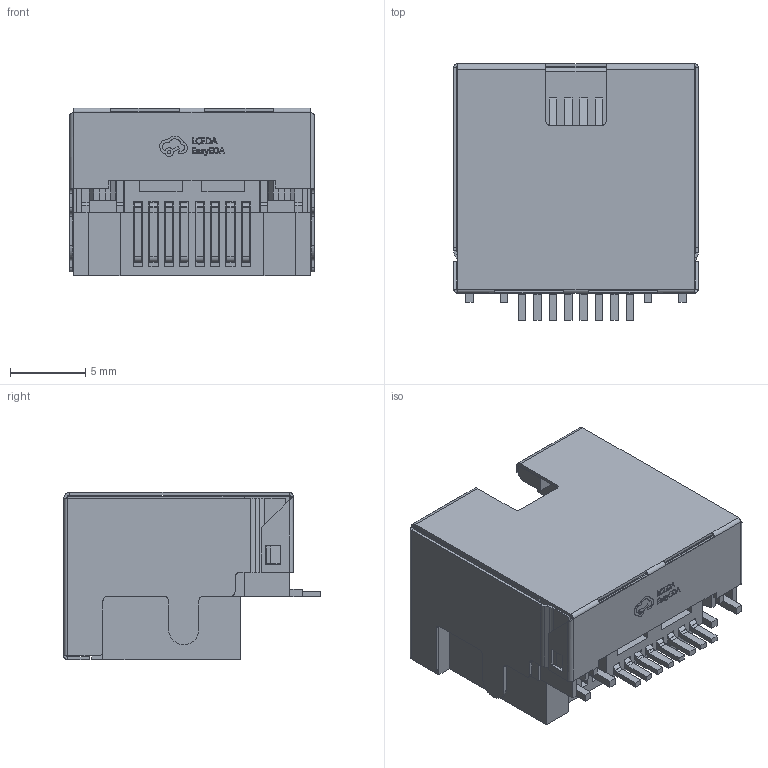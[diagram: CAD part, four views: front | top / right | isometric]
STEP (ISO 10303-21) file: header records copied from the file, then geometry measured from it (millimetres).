
FILE_DESCRIPTION((''),'2;1');
FILE_NAME('RJ45-TH_RC01812_ASM','2022-11-18T15:38:07',('win'),(''),'CREO PARAMETRIC BY PTC INC, 2020033','CREO PARAMETRIC BY PTC INC, 2020033','');
FILE_SCHEMA(('AUTOMOTIVE_DESIGN { 1 0 10303 214 1 1 1 1 }'));
Length unit declared in the file: millimetre
Products named in the file (3): PRT0003; PRT0002; RJ45-TH_RC01812_ASM
Assembly tree (2 placements, depth 2):
  RJ45-TH_RC01812_ASM
    PRT0003
    PRT0002
Bounding box: 16.2 x 17 x 11.1 mm (x, y, z)
Volume: 1168.7 mm3; surface area: 3357.5 mm2
Topology: 4 solids, 4 shells, 889 faces, 2354 edges, 1516 vertices
Faces by surface type: plane 642, cylinder 164, extrusion 73, sphere 8, bspline 2
Entity records: 34394 total; most frequent: CARTESIAN_POINT 5744, ORIENTED_EDGE 4708, DIRECTION 4247, EDGE_CURVE 2354, VECTOR 1945, LINE 1872, VERTEX_POINT 1516, AXIS2_PLACEMENT_3D 1151
